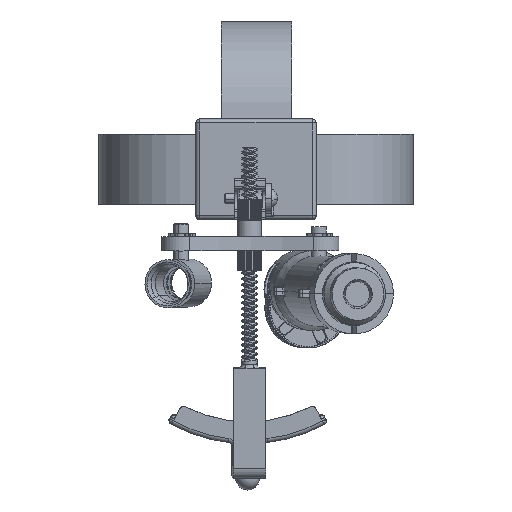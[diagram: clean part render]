
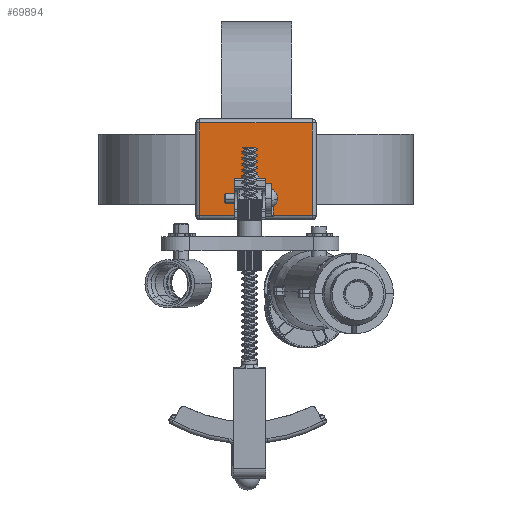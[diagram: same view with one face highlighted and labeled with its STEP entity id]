
A CAD part, top view. The second image highlights one B-rep face of the part: STEP entity #69894.
In plain terms, the highlighted planar face has unit normal (0, 0, 1).
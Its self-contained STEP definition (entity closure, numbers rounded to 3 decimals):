
#288 = VECTOR ( 'NONE', #13518, 1000. ) ;
#678 = EDGE_CURVE ( 'NONE', #17388, #18561, #8256, .T. ) ;
#2666 = VECTOR ( 'NONE', #2752, 1000. ) ;
#2752 = DIRECTION ( 'NONE',  ( 1., 0., 0. ) ) ;
#2976 = VECTOR ( 'NONE', #21998, 1000. ) ;
#4512 = CARTESIAN_POINT ( 'NONE',  ( -8.5, -23., 10. ) ) ;
#4707 = ORIENTED_EDGE ( 'NONE', *, *, #70076, .T. ) ;
#5554 = CARTESIAN_POINT ( 'NONE',  ( 0., 0., 10. ) ) ;
#8256 = LINE ( 'NONE', #61120, #35743 ) ;
#8398 = EDGE_CURVE ( 'NONE', #49700, #48839, #65683, .T. ) ;
#8572 = LINE ( 'NONE', #23525, #48891 ) ;
#9352 = ORIENTED_EDGE ( 'NONE', *, *, #23370, .T. ) ;
#11079 = DIRECTION ( 'NONE',  ( -1., 0., 0. ) ) ;
#11795 = CARTESIAN_POINT ( 'NONE',  ( 28., 23., 10. ) ) ;
#13518 = DIRECTION ( 'NONE',  ( 0., -1., 0. ) ) ;
#14145 = LINE ( 'NONE', #23898, #56217 ) ;
#15286 = EDGE_CURVE ( 'NONE', #40875, #62610, #46421, .T. ) ;
#17388 = VERTEX_POINT ( 'NONE', #11795 ) ;
#17537 = LINE ( 'NONE', #49344, #2976 ) ;
#18561 = VERTEX_POINT ( 'NONE', #64443 ) ;
#19799 = ORIENTED_EDGE ( 'NONE', *, *, #8398, .T. ) ;
#20210 = VERTEX_POINT ( 'NONE', #31298 ) ;
#21876 = PLANE ( 'NONE',  #55946 ) ;
#21998 = DIRECTION ( 'NONE',  ( 1., 0., 0. ) ) ;
#22728 = DIRECTION ( 'NONE',  ( -1., 0., 0. ) ) ;
#23370 = EDGE_CURVE ( 'NONE', #18561, #49700, #42317, .T. ) ;
#23525 = CARTESIAN_POINT ( 'NONE',  ( -8.5, -14.083, 10. ) ) ;
#23898 = CARTESIAN_POINT ( 'NONE',  ( 28., 0., 10. ) ) ;
#27089 = EDGE_LOOP ( 'NONE', ( #19799, #4707, #62243, #47670, #38221, #37139, #66978, #9352 ) ) ;
#27730 = VECTOR ( 'NONE', #49540, 1000. ) ;
#28791 = DIRECTION ( 'NONE',  ( 0., 1., 0. ) ) ;
#30165 = CARTESIAN_POINT ( 'NONE',  ( 0., -23., 10. ) ) ;
#31298 = CARTESIAN_POINT ( 'NONE',  ( 8.5, -13.083, 10. ) ) ;
#32554 = EDGE_CURVE ( 'NONE', #70058, #20210, #17537, .T. ) ;
#33422 = CARTESIAN_POINT ( 'NONE',  ( 28., -23., 10. ) ) ;
#35743 = VECTOR ( 'NONE', #22728, 1000. ) ;
#37139 = ORIENTED_EDGE ( 'NONE', *, *, #49234, .T. ) ;
#38221 = ORIENTED_EDGE ( 'NONE', *, *, #15286, .T. ) ;
#40643 = CARTESIAN_POINT ( 'NONE',  ( -28., -23., 10. ) ) ;
#40875 = VERTEX_POINT ( 'NONE', #50406 ) ;
#42317 = LINE ( 'NONE', #60584, #27730 ) ;
#43929 = DIRECTION ( 'NONE',  ( 0., 0., -1. ) ) ;
#46421 = LINE ( 'NONE', #62975, #2666 ) ;
#47670 = ORIENTED_EDGE ( 'NONE', *, *, #67534, .T. ) ;
#48839 = VERTEX_POINT ( 'NONE', #4512 ) ;
#48891 = VECTOR ( 'NONE', #28791, 1000. ) ;
#49234 = EDGE_CURVE ( 'NONE', #62610, #17388, #14145, .T. ) ;
#49344 = CARTESIAN_POINT ( 'NONE',  ( 7.5, -13.083, 10. ) ) ;
#49540 = DIRECTION ( 'NONE',  ( 0., -1., 0. ) ) ;
#49700 = VERTEX_POINT ( 'NONE', #40643 ) ;
#50406 = CARTESIAN_POINT ( 'NONE',  ( 8.5, -23., 10. ) ) ;
#51091 = VECTOR ( 'NONE', #63046, 1000. ) ;
#51921 = CARTESIAN_POINT ( 'NONE',  ( 8.5, 0., 10. ) ) ;
#55946 = AXIS2_PLACEMENT_3D ( 'NONE', #5554, #43929, #11079 ) ;
#56217 = VECTOR ( 'NONE', #62302, 1000. ) ;
#56968 = LINE ( 'NONE', #51921, #288 ) ;
#59212 = FACE_OUTER_BOUND ( 'NONE', #27089, .T. ) ;
#60584 = CARTESIAN_POINT ( 'NONE',  ( -28., 0., 10. ) ) ;
#61120 = CARTESIAN_POINT ( 'NONE',  ( 0., 23., 10. ) ) ;
#62243 = ORIENTED_EDGE ( 'NONE', *, *, #32554, .T. ) ;
#62302 = DIRECTION ( 'NONE',  ( 0., 1., 0. ) ) ;
#62610 = VERTEX_POINT ( 'NONE', #33422 ) ;
#62975 = CARTESIAN_POINT ( 'NONE',  ( 0., -23., 10. ) ) ;
#63046 = DIRECTION ( 'NONE',  ( 1., 0., 0. ) ) ;
#64443 = CARTESIAN_POINT ( 'NONE',  ( -28., 23., 10. ) ) ;
#65683 = LINE ( 'NONE', #30165, #51091 ) ;
#66957 = CARTESIAN_POINT ( 'NONE',  ( -8.5, -13.083, 10. ) ) ;
#66978 = ORIENTED_EDGE ( 'NONE', *, *, #678, .T. ) ;
#67534 = EDGE_CURVE ( 'NONE', #20210, #40875, #56968, .T. ) ;
#69894 = ADVANCED_FACE ( 'NONE', ( #59212 ), #21876, .F. ) ;
#70058 = VERTEX_POINT ( 'NONE', #66957 ) ;
#70076 = EDGE_CURVE ( 'NONE', #48839, #70058, #8572, .T. ) ;
